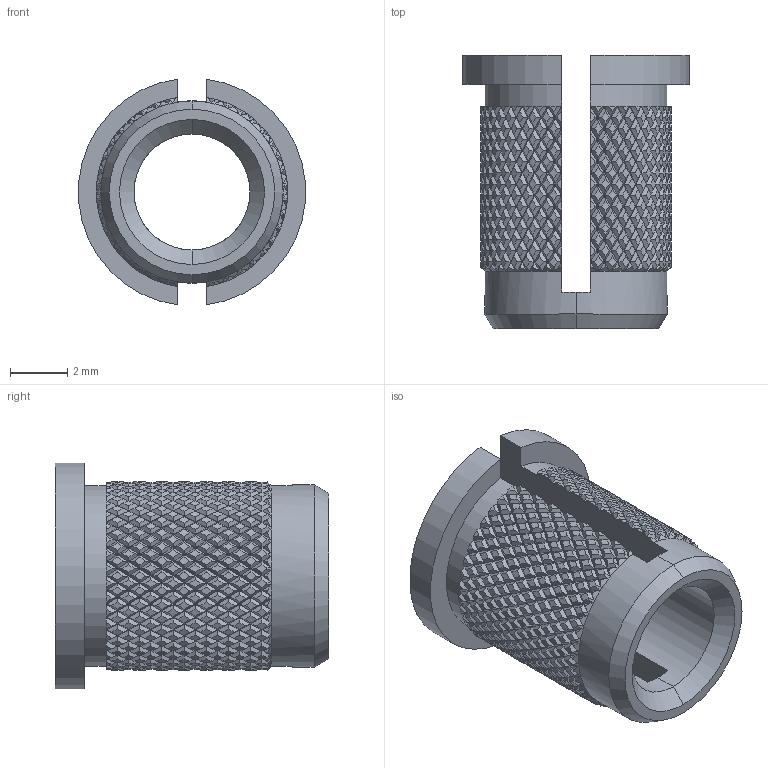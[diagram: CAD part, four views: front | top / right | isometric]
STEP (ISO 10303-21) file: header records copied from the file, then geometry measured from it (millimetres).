
FILE_DESCRIPTION (( 'STEP AP214' ), '1' );
FILE_NAME ('WCP-0469.step', '2021-11-17T09:52:00', ( '' ), ( '' ), 'SwSTEP 2.0', 'SolidWorks 2020', '' );
FILE_SCHEMA (( 'AUTOMOTIVE_DESIGN' ));
Length unit declared in the file: inch
Products named in the file (1): WCP-0469
Bounding box: 7.9 x 9.53 x 7.86 mm (x, y, z)
Volume: 184.3 mm3; surface area: 441.4 mm2
Topology: 1 solids, 1 shells, 2801 faces, 5758 edges, 2958 vertices
Faces by surface type: bspline 2220, cylinder 562, plane 13, cone 6
Entity records: 303843 total; most frequent: CARTESIAN_POINT 270014, ORIENTED_EDGE 11516, EDGE_CURVE 5758, VERTEX_POINT 2958, EDGE_LOOP 2802, FACE_OUTER_BOUND 2801, ADVANCED_FACE 2801, B_SPLINE_CURVE_WITH_KNOTS 2035
